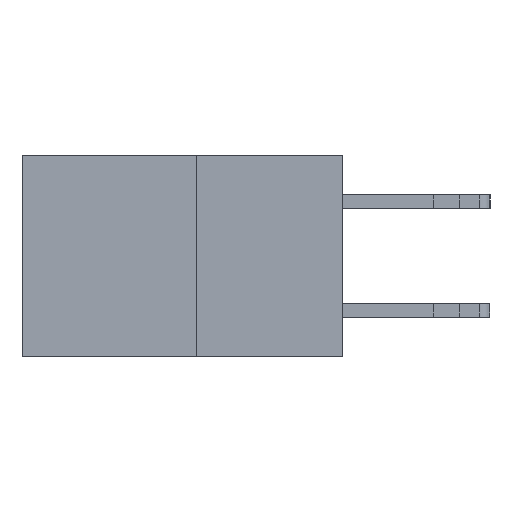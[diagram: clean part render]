
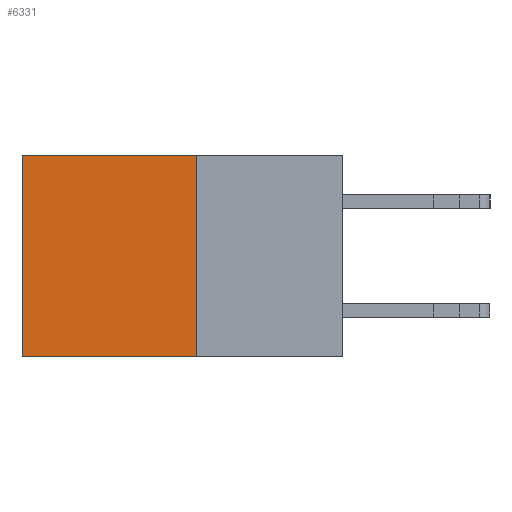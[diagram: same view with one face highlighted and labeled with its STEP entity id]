
A CAD part, left-side view. The second image highlights one B-rep face of the part: STEP entity #6331.
In plain terms, the highlighted planar face has unit normal (-1, 0, 0).
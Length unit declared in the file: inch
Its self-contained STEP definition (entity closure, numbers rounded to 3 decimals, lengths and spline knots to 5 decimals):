
#292 = EDGE_CURVE ( 'NONE', #2621, #7678, #2013, .T. ) ;
#327 = VECTOR ( 'NONE', #13609, 39.37008 ) ;
#1505 = ORIENTED_EDGE ( 'NONE', *, *, #12660, .T. ) ;
#1857 = ORIENTED_EDGE ( 'NONE', *, *, #4199, .T. ) ;
#2013 = LINE ( 'NONE', #11071, #8567 ) ;
#2601 = CARTESIAN_POINT ( 'NONE',  ( 0.277, 0.27, 0. ) ) ;
#2621 = VERTEX_POINT ( 'NONE', #11921 ) ;
#2892 = EDGE_LOOP ( 'NONE', ( #1505, #10827, #12462, #1857 ) ) ;
#3313 = VECTOR ( 'NONE', #6837, 39.37008 ) ;
#3617 = VERTEX_POINT ( 'NONE', #2601 ) ;
#3920 = AXIS2_PLACEMENT_3D ( 'NONE', #11451, #13710, #12178 ) ;
#4199 = EDGE_CURVE ( 'NONE', #3617, #10003, #6561, .T. ) ;
#6331 = ADVANCED_FACE ( 'NONE', ( #9117 ), #12672, .F. ) ;
#6561 = LINE ( 'NONE', #10485, #327 ) ;
#6837 = DIRECTION ( 'NONE',  ( 0., 0., -1. ) ) ;
#7678 = VERTEX_POINT ( 'NONE', #12966 ) ;
#8567 = VECTOR ( 'NONE', #10957, 39.37008 ) ;
#9117 = FACE_OUTER_BOUND ( 'NONE', #2892, .T. ) ;
#10003 = VERTEX_POINT ( 'NONE', #12785 ) ;
#10485 = CARTESIAN_POINT ( 'NONE',  ( 0.277, 0.27, 0. ) ) ;
#10827 = ORIENTED_EDGE ( 'NONE', *, *, #292, .F. ) ;
#10957 = DIRECTION ( 'NONE',  ( 0., 1., 0. ) ) ;
#11071 = CARTESIAN_POINT ( 'NONE',  ( 0.277, 0.27, -0.37 ) ) ;
#11451 = CARTESIAN_POINT ( 'NONE',  ( 0.277, 0.27, -0.37 ) ) ;
#11762 = VECTOR ( 'NONE', #15028, 39.37008 ) ;
#11921 = CARTESIAN_POINT ( 'NONE',  ( 0.277, 0.27, -0.37 ) ) ;
#12141 = LINE ( 'NONE', #13893, #11762 ) ;
#12178 = DIRECTION ( 'NONE',  ( 0., 0., -1. ) ) ;
#12462 = ORIENTED_EDGE ( 'NONE', *, *, #13411, .F. ) ;
#12660 = EDGE_CURVE ( 'NONE', #10003, #7678, #12858, .T. ) ;
#12672 = PLANE ( 'NONE',  #3920 ) ;
#12712 = CARTESIAN_POINT ( 'NONE',  ( 0.277, 0.59, -0.37 ) ) ;
#12785 = CARTESIAN_POINT ( 'NONE',  ( 0.277, 0.59, 0. ) ) ;
#12858 = LINE ( 'NONE', #12712, #3313 ) ;
#12966 = CARTESIAN_POINT ( 'NONE',  ( 0.277, 0.59, -0.37 ) ) ;
#13411 = EDGE_CURVE ( 'NONE', #3617, #2621, #12141, .T. ) ;
#13609 = DIRECTION ( 'NONE',  ( 0., 1., 0. ) ) ;
#13710 = DIRECTION ( 'NONE',  ( 1., 0., 0. ) ) ;
#13893 = CARTESIAN_POINT ( 'NONE',  ( 0.277, 0.27, -0.37 ) ) ;
#15028 = DIRECTION ( 'NONE',  ( 0., 0., -1. ) ) ;
